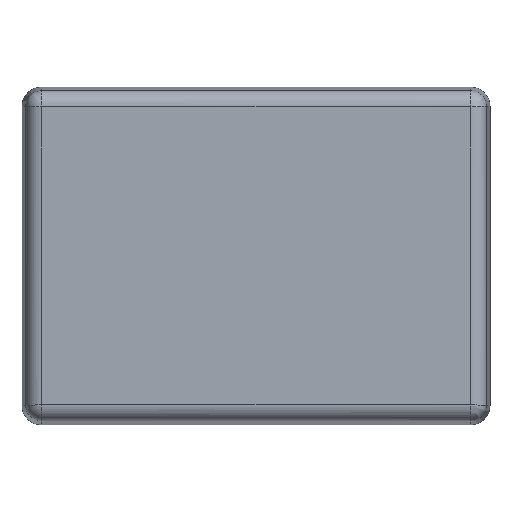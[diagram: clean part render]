
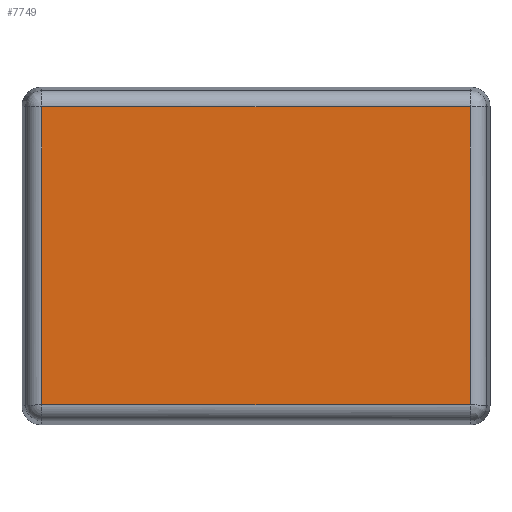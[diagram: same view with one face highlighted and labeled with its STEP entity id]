
A CAD part, top view. The second image highlights one B-rep face of the part: STEP entity #7749.
In plain terms, the highlighted planar face has unit normal (0, 0, 1).
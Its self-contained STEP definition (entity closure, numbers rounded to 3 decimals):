
#394 = CARTESIAN_POINT ( 'NONE',  ( 214., -148.254, 123. ) ) ;
#473 = EDGE_CURVE ( 'NONE', #8374, #10825, #11241, .T. ) ;
#1183 = LINE ( 'NONE', #394, #7907 ) ;
#1531 = ORIENTED_EDGE ( 'NONE', *, *, #473, .T. ) ;
#2515 = AXIS2_PLACEMENT_3D ( 'NONE', #10393, #7642, #4696 ) ;
#2714 = FACE_OUTER_BOUND ( 'NONE', #3121, .T. ) ;
#3121 = EDGE_LOOP ( 'NONE', ( #6482, #11267, #5166, #1531 ) ) ;
#3874 = DIRECTION ( 'NONE',  ( -1., 0., 0. ) ) ;
#4166 = LINE ( 'NONE', #10622, #9407 ) ;
#4540 = EDGE_CURVE ( 'NONE', #10825, #11693, #1183, .T. ) ;
#4546 = CARTESIAN_POINT ( 'NONE',  ( -213.254, -149., 123. ) ) ;
#4696 = DIRECTION ( 'NONE',  ( -1., 0., 0. ) ) ;
#5166 = ORIENTED_EDGE ( 'NONE', *, *, #10256, .T. ) ;
#5185 = VECTOR ( 'NONE', #3874, 1000. ) ;
#5481 = DIRECTION ( 'NONE',  ( 0., -1., 0. ) ) ;
#5578 = VECTOR ( 'NONE', #5481, 1000. ) ;
#5795 = CARTESIAN_POINT ( 'NONE',  ( -213.254, 148.254, 123. ) ) ;
#6482 = ORIENTED_EDGE ( 'NONE', *, *, #4540, .T. ) ;
#6916 = DIRECTION ( 'NONE',  ( 1., 0., 0. ) ) ;
#7642 = DIRECTION ( 'NONE',  ( 0., 0., -1. ) ) ;
#7744 = CARTESIAN_POINT ( 'NONE',  ( 213.254, -148.254, 123. ) ) ;
#7749 = ADVANCED_FACE ( 'NONE', ( #2714 ), #8529, .F. ) ;
#7907 = VECTOR ( 'NONE', #6916, 1000. ) ;
#8374 = VERTEX_POINT ( 'NONE', #5795 ) ;
#8529 = PLANE ( 'NONE',  #2515 ) ;
#8565 = CARTESIAN_POINT ( 'NONE',  ( 213.254, 148.254, 123. ) ) ;
#8607 = CARTESIAN_POINT ( 'NONE',  ( -214., 148.254, 123. ) ) ;
#9407 = VECTOR ( 'NONE', #11547, 1000. ) ;
#10256 = EDGE_CURVE ( 'NONE', #10538, #8374, #12037, .T. ) ;
#10393 = CARTESIAN_POINT ( 'NONE',  ( 214., 149., 123. ) ) ;
#10538 = VERTEX_POINT ( 'NONE', #8565 ) ;
#10622 = CARTESIAN_POINT ( 'NONE',  ( 213.254, 149., 123. ) ) ;
#10825 = VERTEX_POINT ( 'NONE', #11388 ) ;
#11241 = LINE ( 'NONE', #4546, #5578 ) ;
#11267 = ORIENTED_EDGE ( 'NONE', *, *, #11528, .T. ) ;
#11388 = CARTESIAN_POINT ( 'NONE',  ( -213.254, -148.254, 123. ) ) ;
#11528 = EDGE_CURVE ( 'NONE', #11693, #10538, #4166, .T. ) ;
#11547 = DIRECTION ( 'NONE',  ( 0., 1., 0. ) ) ;
#11693 = VERTEX_POINT ( 'NONE', #7744 ) ;
#12037 = LINE ( 'NONE', #8607, #5185 ) ;
